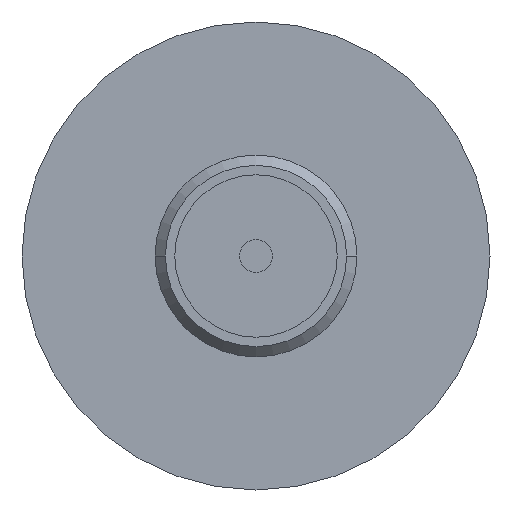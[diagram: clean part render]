
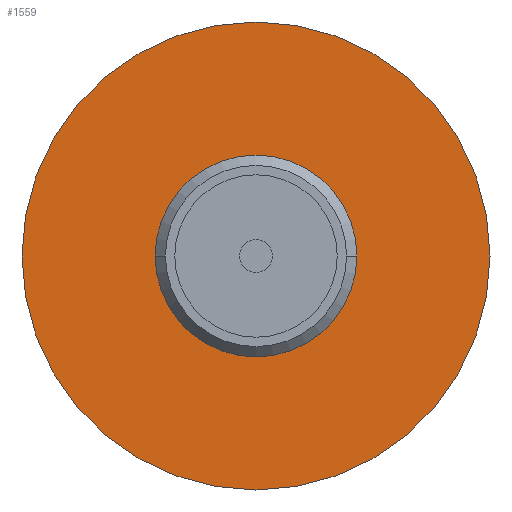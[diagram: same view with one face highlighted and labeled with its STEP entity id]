
A CAD part, front view. The second image highlights one B-rep face of the part: STEP entity #1559.
In plain terms, the highlighted planar face has unit normal (0, -1, 0).
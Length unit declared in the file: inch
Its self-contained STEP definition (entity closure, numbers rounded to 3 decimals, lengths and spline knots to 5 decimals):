
#48 = EDGE_CURVE ( 'NONE', #1125, #675, #139, .T. ) ;
#135 = EDGE_LOOP ( 'NONE', ( #1286, #804 ) ) ;
#139 = CIRCLE ( 'NONE', #614, 0.12062 ) ;
#201 = FACE_OUTER_BOUND ( 'NONE', #879, .T. ) ;
#203 = ORIENTED_EDGE ( 'NONE', *, *, #230, .T. ) ;
#225 = CARTESIAN_POINT ( 'NONE',  ( 0.01627, -0.15748, 0. ) ) ;
#230 = EDGE_CURVE ( 'NONE', #1461, #1552, #526, .T. ) ;
#246 = CARTESIAN_POINT ( 'NONE',  ( 0.01627, -0.15748, 0. ) ) ;
#256 = DIRECTION ( 'NONE',  ( 0., -1., 0. ) ) ;
#340 = CIRCLE ( 'NONE', #527, 0.12062 ) ;
#345 = EDGE_CURVE ( 'NONE', #1552, #1461, #921, .T. ) ;
#404 = DIRECTION ( 'NONE',  ( -1., 0., 0. ) ) ;
#413 = ORIENTED_EDGE ( 'NONE', *, *, #345, .T. ) ;
#417 = DIRECTION ( 'NONE',  ( 0., -1., 0. ) ) ;
#420 = CARTESIAN_POINT ( 'NONE',  ( 0.32783, -0.15748, 0. ) ) ;
#424 = DIRECTION ( 'NONE',  ( 1., 0., 0. ) ) ;
#514 = EDGE_CURVE ( 'NONE', #675, #1125, #340, .T. ) ;
#526 = CIRCLE ( 'NONE', #1074, 0.31157 ) ;
#527 = AXIS2_PLACEMENT_3D ( 'NONE', #1417, #1150, #424 ) ;
#550 = CARTESIAN_POINT ( 'NONE',  ( -0.10436, -0.15748, 0. ) ) ;
#614 = AXIS2_PLACEMENT_3D ( 'NONE', #246, #964, #832 ) ;
#675 = VERTEX_POINT ( 'NONE', #1201 ) ;
#735 = DIRECTION ( 'NONE',  ( 1., 0., 0. ) ) ;
#804 = ORIENTED_EDGE ( 'NONE', *, *, #48, .F. ) ;
#832 = DIRECTION ( 'NONE',  ( 1., 0., 0. ) ) ;
#879 = EDGE_LOOP ( 'NONE', ( #413, #203 ) ) ;
#887 = CARTESIAN_POINT ( 'NONE',  ( 0.01627, -0.15748, 0. ) ) ;
#910 = FACE_BOUND ( 'NONE', #135, .T. ) ;
#921 = CIRCLE ( 'NONE', #1144, 0.31157 ) ;
#932 = CARTESIAN_POINT ( 'NONE',  ( -0.2953, -0.15748, 0. ) ) ;
#964 = DIRECTION ( 'NONE',  ( 0., -1., 0. ) ) ;
#1040 = DIRECTION ( 'NONE',  ( 0., 1., 0. ) ) ;
#1074 = AXIS2_PLACEMENT_3D ( 'NONE', #887, #256, #735 ) ;
#1125 = VERTEX_POINT ( 'NONE', #1281 ) ;
#1144 = AXIS2_PLACEMENT_3D ( 'NONE', #225, #417, #1291 ) ;
#1150 = DIRECTION ( 'NONE',  ( 0., -1., 0. ) ) ;
#1156 = PLANE ( 'NONE',  #1351 ) ;
#1201 = CARTESIAN_POINT ( 'NONE',  ( 0.13689, -0.15748, 0. ) ) ;
#1281 = CARTESIAN_POINT ( 'NONE',  ( -0.10436, -0.15748, 0. ) ) ;
#1286 = ORIENTED_EDGE ( 'NONE', *, *, #514, .F. ) ;
#1291 = DIRECTION ( 'NONE',  ( 1., 0., 0. ) ) ;
#1351 = AXIS2_PLACEMENT_3D ( 'NONE', #550, #1040, #404 ) ;
#1417 = CARTESIAN_POINT ( 'NONE',  ( 0.01627, -0.15748, 0. ) ) ;
#1461 = VERTEX_POINT ( 'NONE', #932 ) ;
#1552 = VERTEX_POINT ( 'NONE', #420 ) ;
#1559 = ADVANCED_FACE ( 'NONE', ( #910, #201 ), #1156, .F. ) ;
